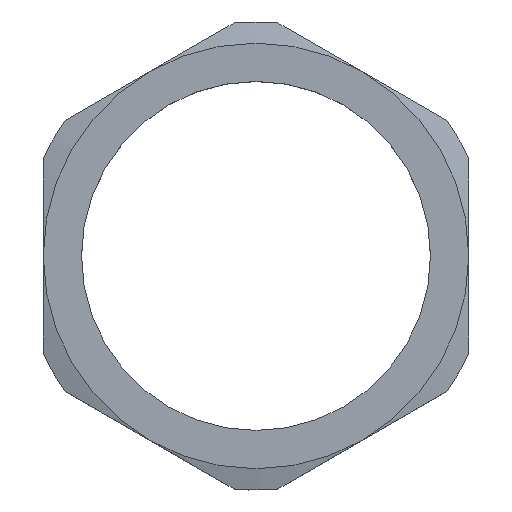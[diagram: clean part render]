
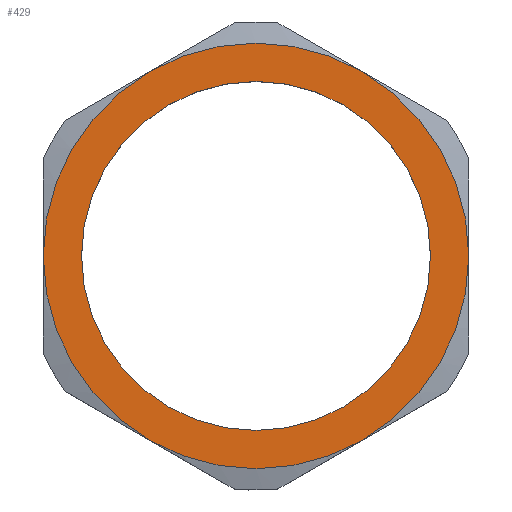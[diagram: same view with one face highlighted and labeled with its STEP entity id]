
A CAD part, top view. The second image highlights one B-rep face of the part: STEP entity #429.
In plain terms, the highlighted planar face has unit normal (0, 0, 1).
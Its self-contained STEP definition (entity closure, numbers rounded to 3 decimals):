
#20=FACE_BOUND($,#116,.T.);
#59=PLANE($,#485);
#86=FACE_OUTER_BOUND($,#115,.T.);
#115=EDGE_LOOP($,(#384,#385,#386,#387,#388,#389));
#116=EDGE_LOOP($,(#390));
#152=CIRCLE($,#451,10.);
#154=CIRCLE($,#454,10.);
#156=CIRCLE($,#457,10.);
#158=CIRCLE($,#460,10.);
#160=CIRCLE($,#463,10.);
#162=CIRCLE($,#467,10.);
#166=CIRCLE($,#483,8.2);
#184=VERTEX_POINT($,#670);
#187=VERTEX_POINT($,#683);
#189=VERTEX_POINT($,#691);
#192=VERTEX_POINT($,#700);
#193=VERTEX_POINT($,#704);
#196=VERTEX_POINT($,#713);
#204=VERTEX_POINT($,#778);
#231=EDGE_CURVE($,#184,#187,#152,.T.);
#233=EDGE_CURVE($,#189,#184,#154,.T.);
#237=EDGE_CURVE($,#193,#192,#156,.T.);
#241=EDGE_CURVE($,#192,#196,#158,.T.);
#246=EDGE_CURVE($,#196,#189,#160,.T.);
#253=EDGE_CURVE($,#187,#193,#162,.T.);
#266=EDGE_CURVE($,#204,#204,#166,.T.);
#384=ORIENTED_EDGE($,*,*,#241,.T.);
#385=ORIENTED_EDGE($,*,*,#246,.T.);
#386=ORIENTED_EDGE($,*,*,#233,.T.);
#387=ORIENTED_EDGE($,*,*,#231,.T.);
#388=ORIENTED_EDGE($,*,*,#253,.T.);
#389=ORIENTED_EDGE($,*,*,#237,.T.);
#390=ORIENTED_EDGE($,*,*,#266,.T.);
#429=ADVANCED_FACE($,(#86,#20),#59,.T.);
#451=AXIS2_PLACEMENT_3D($,#687,#526,#527);
#454=AXIS2_PLACEMENT_3D($,#692,#532,#533);
#457=AXIS2_PLACEMENT_3D($,#705,#538,#539);
#460=AXIS2_PLACEMENT_3D($,#717,#544,#545);
#463=AXIS2_PLACEMENT_3D($,#731,#550,#551);
#467=AXIS2_PLACEMENT_3D($,#749,#560,#561);
#483=AXIS2_PLACEMENT_3D($,#779,#600,#601);
#485=AXIS2_PLACEMENT_3D($,#781,#604,#605);
#526=DIRECTION('center_axis',(0.,0.,1.));
#527=DIRECTION('ref_axis',(1.,0.,0.));
#532=DIRECTION('center_axis',(0.,0.,1.));
#533=DIRECTION('ref_axis',(1.,0.,0.));
#538=DIRECTION('center_axis',(0.,0.,1.));
#539=DIRECTION('ref_axis',(1.,0.,0.));
#544=DIRECTION('center_axis',(0.,0.,1.));
#545=DIRECTION('ref_axis',(1.,0.,0.));
#550=DIRECTION('center_axis',(0.,0.,1.));
#551=DIRECTION('ref_axis',(1.,0.,0.));
#560=DIRECTION('center_axis',(0.,0.,1.));
#561=DIRECTION('ref_axis',(1.,0.,0.));
#600=DIRECTION('center_axis',(0.,0.,-1.));
#601=DIRECTION('ref_axis',(-1.,0.,0.));
#604=DIRECTION('center_axis',(0.,0.,1.));
#605=DIRECTION('ref_axis',(1.,0.,0.));
#670=CARTESIAN_POINT('',(-10.,0.,11.75));
#683=CARTESIAN_POINT('',(-5.,-8.66,11.75));
#687=CARTESIAN_POINT('Origin',(0.,0.,
11.75));
#691=CARTESIAN_POINT('',(-5.,8.66,11.75));
#692=CARTESIAN_POINT('Origin',(0.,0.,
11.75));
#700=CARTESIAN_POINT('',(10.,0.,11.75));
#704=CARTESIAN_POINT('',(5.,-8.66,11.75));
#705=CARTESIAN_POINT('Origin',(0.,0.,
11.75));
#713=CARTESIAN_POINT('',(5.,8.66,11.75));
#717=CARTESIAN_POINT('Origin',(0.,0.,
11.75));
#731=CARTESIAN_POINT('Origin',(0.,0.,
11.75));
#749=CARTESIAN_POINT('Origin',(0.,0.,
11.75));
#778=CARTESIAN_POINT('',(8.2,0.,11.75));
#779=CARTESIAN_POINT('Origin',(0.,0.,
11.75));
#781=CARTESIAN_POINT('Origin',(0.,0.,
11.75));
